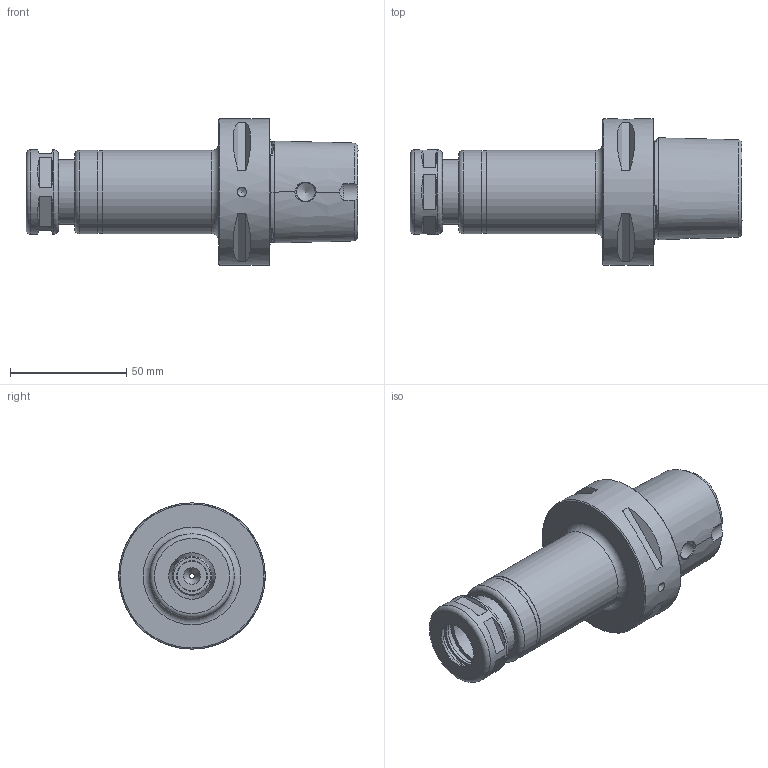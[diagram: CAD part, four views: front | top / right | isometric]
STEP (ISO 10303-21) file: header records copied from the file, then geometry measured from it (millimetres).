
FILE_DESCRIPTION((''),'2;1');
FILE_NAME('''''Nu_NED''''670000616105-3D.stp','2021-02-01T11:14:24',('nttooll'),(''),'Autodesk Inventor 2012','Autodesk Inventor 2012','');
FILE_SCHEMA(('AUTOMOTIVE_DESIGN { 1 0 10303 214 1 1 1 1 }'));
Length unit declared in the file: millimetre
Products named in the file (1): 670000616105-3D
Bounding box: 143 x 63 x 63 mm (x, y, z)
Volume: 153686.8 mm3; surface area: 36182 mm2
Topology: 2 solids, 2 shells, 153 faces, 328 edges, 203 vertices
Faces by surface type: plane 70, cylinder 35, cone 24, torus 12, bspline 12
Full cylindrical faces by diameter (mm): 2 x1, 4 x1, 4.5 x1, 5 x1, 8 x2, 8.1 x3, 12.8 x1, 13.319 x1, 15.8 x1, 16.3 x1, 17 x2, 17.5 x1, 18.2 x1, 20 x2, 22.1 x1, 24.5 x1, 28 x4, 32 x1, 35.6 x1, 36 x2, 36.3 x1, 63 x1
Entity records: 7421 total; most frequent: CARTESIAN_POINT 4441, DIRECTION 602, ORIENTED_EDGE 498, AXIS2_PLACEMENT_3D 257, EDGE_LOOP 252, EDGE_CURVE 249, VERTEX_POINT 190, FACE_OUTER_BOUND 153
